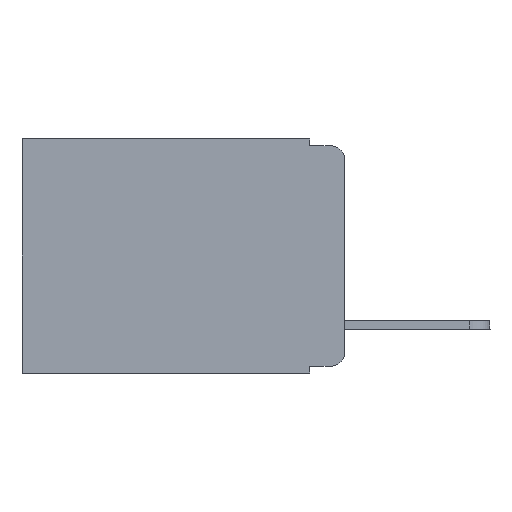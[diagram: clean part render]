
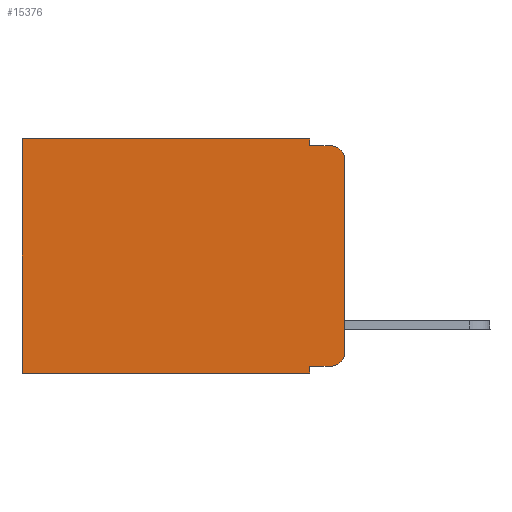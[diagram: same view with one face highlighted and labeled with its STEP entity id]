
A CAD part, left-side view. The second image highlights one B-rep face of the part: STEP entity #15376.
In plain terms, the highlighted planar face has unit normal (-1, 0, 0).
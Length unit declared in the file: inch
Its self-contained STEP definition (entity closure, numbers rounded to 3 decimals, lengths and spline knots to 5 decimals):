
#132 = VECTOR ( 'NONE', #15818, 39.37008 ) ;
#381 = EDGE_CURVE ( 'NONE', #6712, #11962, #8998, .T. ) ;
#459 = CARTESIAN_POINT ( 'NONE',  ( 0.298, 0., 0. ) ) ;
#570 = CARTESIAN_POINT ( 'NONE',  ( 0.298, 0.473, -0.343 ) ) ;
#982 = FACE_OUTER_BOUND ( 'NONE', #7001, .T. ) ;
#1072 = CARTESIAN_POINT ( 'NONE',  ( 0.298, 0., 0. ) ) ;
#1077 = VERTEX_POINT ( 'NONE', #570 ) ;
#1502 = DIRECTION ( 'NONE',  ( 0., 0., -1. ) ) ;
#1656 = CARTESIAN_POINT ( 'NONE',  ( 0.298, 0.051, 0. ) ) ;
#2278 = DIRECTION ( 'NONE',  ( 0., 1., 0. ) ) ;
#2282 = DIRECTION ( 'NONE',  ( 0., -1., 0. ) ) ;
#2436 = CARTESIAN_POINT ( 'NONE',  ( 0.298, 0.473, 0. ) ) ;
#2461 = LINE ( 'NONE', #17285, #3885 ) ;
#2490 = EDGE_CURVE ( 'NONE', #11962, #16612, #14076, .T. ) ;
#3017 = LINE ( 'NONE', #459, #4752 ) ;
#3242 = DIRECTION ( 'NONE',  ( 0., 0., -1. ) ) ;
#3509 = DIRECTION ( 'NONE',  ( -1., 0., 0. ) ) ;
#3549 = ORIENTED_EDGE ( 'NONE', *, *, #14115, .T. ) ;
#3885 = VECTOR ( 'NONE', #1502, 39.37008 ) ;
#4225 = VECTOR ( 'NONE', #15571, 39.37008 ) ;
#4752 = VECTOR ( 'NONE', #8299, 39.37008 ) ;
#5695 = LINE ( 'NONE', #5861, #12892 ) ;
#5775 = ORIENTED_EDGE ( 'NONE', *, *, #17109, .T. ) ;
#5861 = CARTESIAN_POINT ( 'NONE',  ( 0.298, 0., 0. ) ) ;
#5967 = LINE ( 'NONE', #15248, #13711 ) ;
#6184 = EDGE_CURVE ( 'NONE', #7964, #1077, #5967, .T. ) ;
#6334 = PLANE ( 'NONE',  #14680 ) ;
#6416 = DIRECTION ( 'NONE',  ( -1., 0., 0. ) ) ;
#6493 = CARTESIAN_POINT ( 'NONE',  ( 0.298, 0.051, -0.333 ) ) ;
#6712 = VERTEX_POINT ( 'NONE', #1656 ) ;
#6890 = VERTEX_POINT ( 'NONE', #14772 ) ;
#6990 = CIRCLE ( 'NONE', #16044, 0.02 ) ;
#7001 = EDGE_LOOP ( 'NONE', ( #13785, #3549, #12317, #11235, #17274, #12230, #15234, #15322, #5775, #10040 ) ) ;
#7590 = CARTESIAN_POINT ( 'NONE',  ( 0.298, 0., -0.03 ) ) ;
#7601 = EDGE_CURVE ( 'NONE', #8945, #1077, #14375, .T. ) ;
#7835 = DIRECTION ( 'NONE',  ( 0., 0., -1. ) ) ;
#7839 = DIRECTION ( 'NONE',  ( 1., 0., 0. ) ) ;
#7917 = DIRECTION ( 'NONE',  ( 0., 0., -1. ) ) ;
#7964 = VERTEX_POINT ( 'NONE', #2436 ) ;
#8299 = DIRECTION ( 'NONE',  ( 0., 0., -1. ) ) ;
#8945 = VERTEX_POINT ( 'NONE', #15149 ) ;
#8998 = LINE ( 'NONE', #17035, #132 ) ;
#9809 = AXIS2_PLACEMENT_3D ( 'NONE', #10235, #3509, #7917 ) ;
#10040 = ORIENTED_EDGE ( 'NONE', *, *, #12036, .T. ) ;
#10235 = CARTESIAN_POINT ( 'NONE',  ( 0.298, 0.02, -0.313 ) ) ;
#10404 = CARTESIAN_POINT ( 'NONE',  ( 0.298, 0.051, -0.01 ) ) ;
#10479 = CARTESIAN_POINT ( 'NONE',  ( 0.298, 0., -0.343 ) ) ;
#10660 = LINE ( 'NONE', #6493, #13607 ) ;
#10675 = CARTESIAN_POINT ( 'NONE',  ( 0.298, 0.02, -0.03 ) ) ;
#11032 = EDGE_CURVE ( 'NONE', #6712, #7964, #5695, .T. ) ;
#11235 = ORIENTED_EDGE ( 'NONE', *, *, #381, .F. ) ;
#11501 = CARTESIAN_POINT ( 'NONE',  ( 0.298, 0.051, -0.01 ) ) ;
#11740 = DIRECTION ( 'NONE',  ( 0., 0., -1. ) ) ;
#11952 = VECTOR ( 'NONE', #2278, 39.37008 ) ;
#11962 = VERTEX_POINT ( 'NONE', #10404 ) ;
#12036 = EDGE_CURVE ( 'NONE', #6890, #13660, #13768, .T. ) ;
#12230 = ORIENTED_EDGE ( 'NONE', *, *, #6184, .T. ) ;
#12317 = ORIENTED_EDGE ( 'NONE', *, *, #2490, .F. ) ;
#12892 = VECTOR ( 'NONE', #13844, 39.37008 ) ;
#13128 = VERTEX_POINT ( 'NONE', #7590 ) ;
#13400 = CARTESIAN_POINT ( 'NONE',  ( 0.298, 0.051, -0.333 ) ) ;
#13607 = VECTOR ( 'NONE', #2282, 39.37008 ) ;
#13614 = EDGE_CURVE ( 'NONE', #15972, #8945, #2461, .T. ) ;
#13660 = VERTEX_POINT ( 'NONE', #15833 ) ;
#13711 = VECTOR ( 'NONE', #3242, 39.37008 ) ;
#13768 = CIRCLE ( 'NONE', #9809, 0.02 ) ;
#13785 = ORIENTED_EDGE ( 'NONE', *, *, #15136, .F. ) ;
#13844 = DIRECTION ( 'NONE',  ( 0., 1., 0. ) ) ;
#14076 = LINE ( 'NONE', #11501, #4225 ) ;
#14115 = EDGE_CURVE ( 'NONE', #13128, #16612, #6990, .T. ) ;
#14317 = CARTESIAN_POINT ( 'NONE',  ( 0.298, 0.02, -0.01 ) ) ;
#14375 = LINE ( 'NONE', #10479, #11952 ) ;
#14680 = AXIS2_PLACEMENT_3D ( 'NONE', #1072, #7839, #11740 ) ;
#14772 = CARTESIAN_POINT ( 'NONE',  ( 0.298, 0.02, -0.333 ) ) ;
#15136 = EDGE_CURVE ( 'NONE', #13128, #13660, #3017, .T. ) ;
#15149 = CARTESIAN_POINT ( 'NONE',  ( 0.298, 0.051, -0.343 ) ) ;
#15234 = ORIENTED_EDGE ( 'NONE', *, *, #7601, .F. ) ;
#15248 = CARTESIAN_POINT ( 'NONE',  ( 0.298, 0.473, 0. ) ) ;
#15322 = ORIENTED_EDGE ( 'NONE', *, *, #13614, .F. ) ;
#15376 = ADVANCED_FACE ( 'NONE', ( #982 ), #6334, .F. ) ;
#15571 = DIRECTION ( 'NONE',  ( 0., -1., 0. ) ) ;
#15818 = DIRECTION ( 'NONE',  ( 0., 0., -1. ) ) ;
#15833 = CARTESIAN_POINT ( 'NONE',  ( 0.298, 0., -0.313 ) ) ;
#15972 = VERTEX_POINT ( 'NONE', #13400 ) ;
#16044 = AXIS2_PLACEMENT_3D ( 'NONE', #10675, #6416, #7835 ) ;
#16612 = VERTEX_POINT ( 'NONE', #14317 ) ;
#17035 = CARTESIAN_POINT ( 'NONE',  ( 0.298, 0.051, 0. ) ) ;
#17109 = EDGE_CURVE ( 'NONE', #15972, #6890, #10660, .T. ) ;
#17274 = ORIENTED_EDGE ( 'NONE', *, *, #11032, .T. ) ;
#17285 = CARTESIAN_POINT ( 'NONE',  ( 0.298, 0.051, 0. ) ) ;
